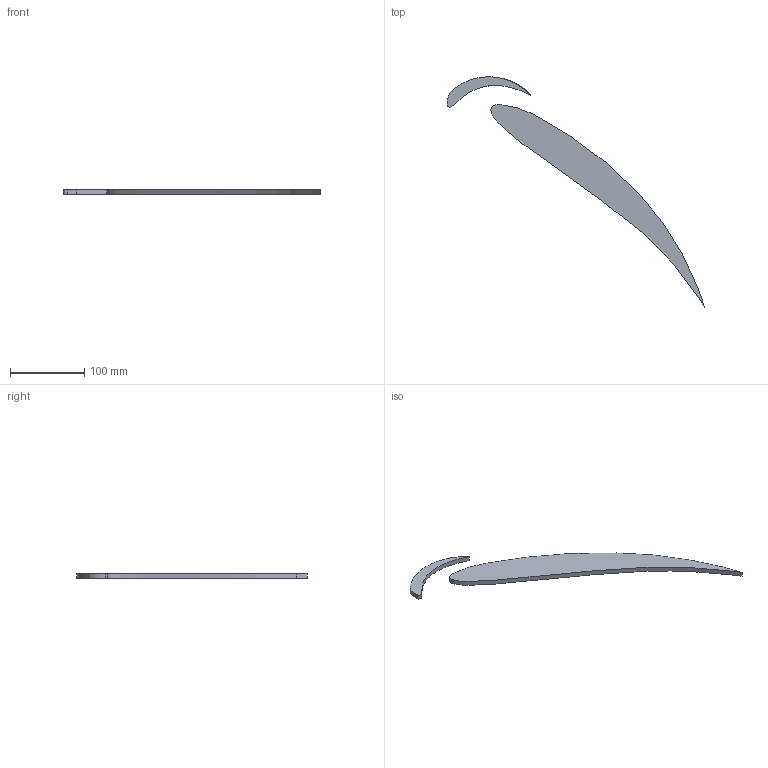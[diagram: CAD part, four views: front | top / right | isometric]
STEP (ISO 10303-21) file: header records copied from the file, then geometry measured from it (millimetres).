
FILE_DESCRIPTION(/* description */ (''),/* implementation_level */ '2;1');
FILE_NAME(/* name */ '45Assem.step',/* time_stamp */ '2024-03-20T15:10:25-07:00',/* author */ (''),/* organization */ (''),/* preprocessor_version */ 'ST-DEVELOPER v20',/* originating_system */ 'Autodesk Translation Framework v12.20.1.177',/* authorisation */ '');
FILE_SCHEMA (('AUTOMOTIVE_DESIGN { 1 0 10303 214 3 1 1 }'));
Length unit declared in the file: millimetre
Products named in the file (1): Assem
Bounding box: 346.37 x 310.03 x 6.35 mm (x, y, z)
Volume: 100168.1 mm3; surface area: 34923.8 mm2
Topology: 2 solids, 2 shells, 302 faces, 894 edges, 596 vertices
Faces by surface type: plane 214, cylinder 86, bspline 2
Entity records: 10655 total; most frequent: CARTESIAN_POINT 2383, ORIENTED_EDGE 1788, DIRECTION 1664, EDGE_CURVE 894, LINE 718, VECTOR 718, VERTEX_POINT 596, AXIS2_PLACEMENT_3D 473
